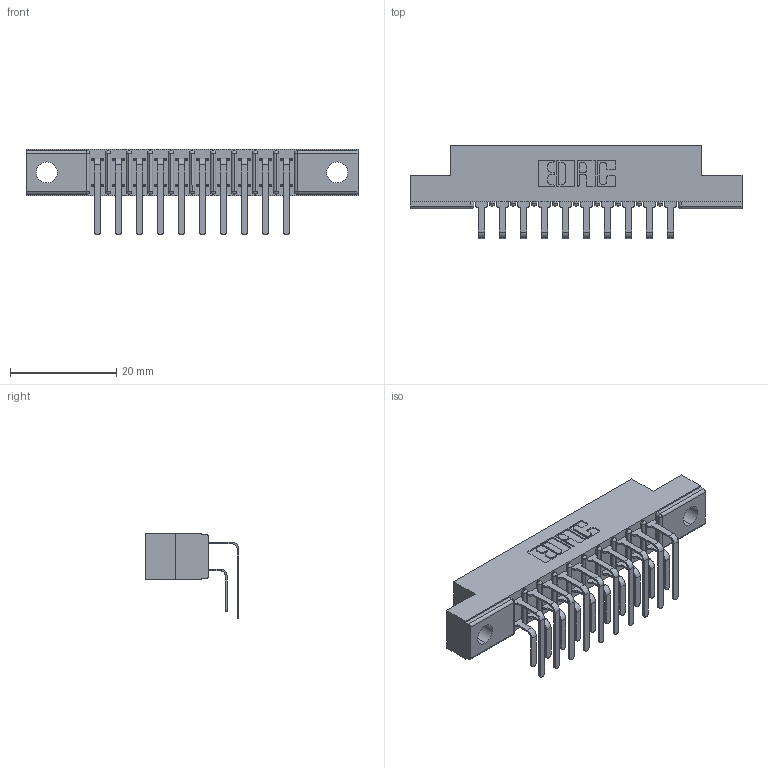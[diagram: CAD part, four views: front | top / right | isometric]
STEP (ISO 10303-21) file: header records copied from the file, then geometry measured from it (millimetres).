
FILE_DESCRIPTION (( 'STEP AP203' ), '1' );
FILE_NAME ('357-010-459-102.STEP', '2020-09-30T07:33:06', ( '' ), ( '' ), 'SwSTEP 2.0', 'SolidWorks 2020', '' );
FILE_SCHEMA (( 'CONFIG_CONTROL_DESIGN' ));
Length unit declared in the file: inch
Products named in the file (4): 357-010-459-102; 307 Part_.128 Dia Mounting Holes; 307-290-001_558 559 - 1 (Single); 307-290-001_559 - 2 (Single)
Assembly tree (21 placements, depth 2):
  357-010-459-102
    307 Part_.128 Dia Mounting Holes
    307-290-001_558 559 - 1 (Single)  x10
    307-290-001_559 - 2 (Single)  x10
Bounding box: 62.64 x 17.69 x 16.08 mm (x, y, z)
Volume: 4099.3 mm3; surface area: 6960.4 mm2
Topology: 21 solids, 21 shells, 1129 faces, 3163 edges, 2050 vertices
Faces by surface type: plane 730, cylinder 377, sphere 22
Entity records: 14287 total; most frequent: CARTESIAN_POINT 2348, ORIENTED_EDGE 2322, DIRECTION 2313, EDGE_CURVE 1161, VECTOR 875, LINE 875, VERTEX_POINT 754, AXIS2_PLACEMENT_3D 719
